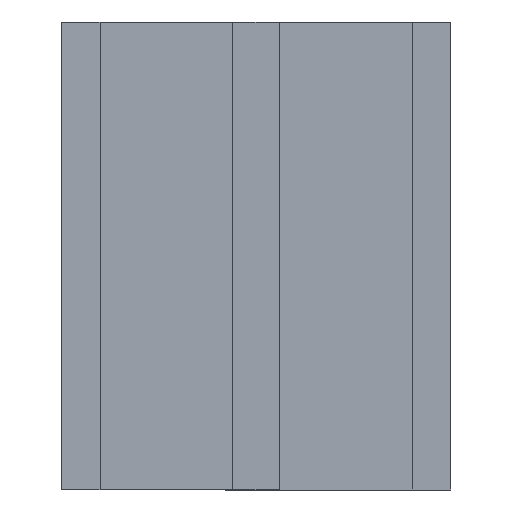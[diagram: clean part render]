
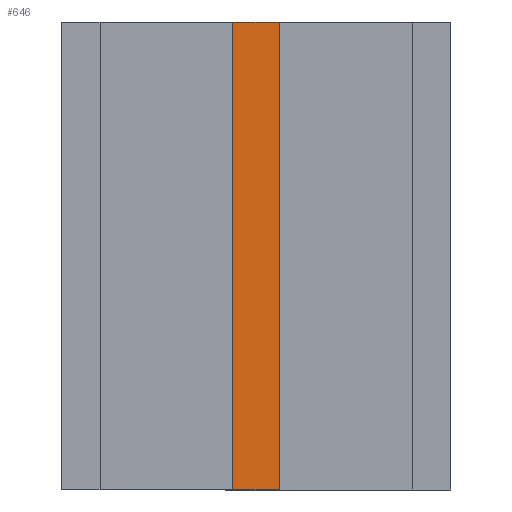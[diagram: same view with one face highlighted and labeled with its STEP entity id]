
A CAD part, front view. The second image highlights one B-rep face of the part: STEP entity #646.
In plain terms, the highlighted planar face has unit normal (0, -1, 0).
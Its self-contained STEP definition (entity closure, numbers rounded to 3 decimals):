
#33 = CARTESIAN_POINT ( 'NONE',  ( 60., -75., 600. ) ) ;
#81 = DIRECTION ( 'NONE',  ( 0., 0., 1. ) ) ;
#102 = ORIENTED_EDGE ( 'NONE', *, *, #643, .F. ) ;
#106 = CARTESIAN_POINT ( 'NONE',  ( 500., -75., -600. ) ) ;
#123 = CARTESIAN_POINT ( 'NONE',  ( -60., -75., -600.001 ) ) ;
#133 = EDGE_CURVE ( 'NONE', #1130, #760, #513, .T. ) ;
#134 = AXIS2_PLACEMENT_3D ( 'NONE', #600, #888, #303 ) ;
#184 = DIRECTION ( 'NONE',  ( -1., 0., 0. ) ) ;
#194 = VECTOR ( 'NONE', #81, 1000. ) ;
#303 = DIRECTION ( 'NONE',  ( 0., 0., 1. ) ) ;
#342 = VERTEX_POINT ( 'NONE', #1223 ) ;
#408 = VECTOR ( 'NONE', #1162, 1000. ) ;
#412 = CARTESIAN_POINT ( 'NONE',  ( 500., -75., 600. ) ) ;
#489 = ORIENTED_EDGE ( 'NONE', *, *, #578, .F. ) ;
#513 = LINE ( 'NONE', #1119, #194 ) ;
#575 = LINE ( 'NONE', #412, #408 ) ;
#578 = EDGE_CURVE ( 'NONE', #342, #760, #575, .T. ) ;
#600 = CARTESIAN_POINT ( 'NONE',  ( 0., -75., 0. ) ) ;
#606 = VECTOR ( 'NONE', #184, 1000. ) ;
#643 = EDGE_CURVE ( 'NONE', #896, #342, #1170, .T. ) ;
#646 = ADVANCED_FACE ( 'NONE', ( #1079 ), #892, .F. ) ;
#647 = CARTESIAN_POINT ( 'NONE',  ( -60., -75., -600. ) ) ;
#700 = EDGE_LOOP ( 'NONE', ( #489, #102, #1167, #1232 ) ) ;
#760 = VERTEX_POINT ( 'NONE', #33 ) ;
#769 = CARTESIAN_POINT ( 'NONE',  ( 60., -75., -600. ) ) ;
#784 = LINE ( 'NONE', #106, #606 ) ;
#794 = DIRECTION ( 'NONE',  ( 0., 0., 1. ) ) ;
#888 = DIRECTION ( 'NONE',  ( 0., 1., 0. ) ) ;
#892 = PLANE ( 'NONE',  #134 ) ;
#896 = VERTEX_POINT ( 'NONE', #647 ) ;
#1079 = FACE_OUTER_BOUND ( 'NONE', #700, .T. ) ;
#1119 = CARTESIAN_POINT ( 'NONE',  ( 60., -75., -600.001 ) ) ;
#1130 = VERTEX_POINT ( 'NONE', #769 ) ;
#1146 = EDGE_CURVE ( 'NONE', #1130, #896, #784, .T. ) ;
#1162 = DIRECTION ( 'NONE',  ( 1., 0., 0. ) ) ;
#1167 = ORIENTED_EDGE ( 'NONE', *, *, #1146, .F. ) ;
#1170 = LINE ( 'NONE', #123, #1201 ) ;
#1201 = VECTOR ( 'NONE', #794, 1000. ) ;
#1223 = CARTESIAN_POINT ( 'NONE',  ( -60., -75., 600. ) ) ;
#1232 = ORIENTED_EDGE ( 'NONE', *, *, #133, .T. ) ;
